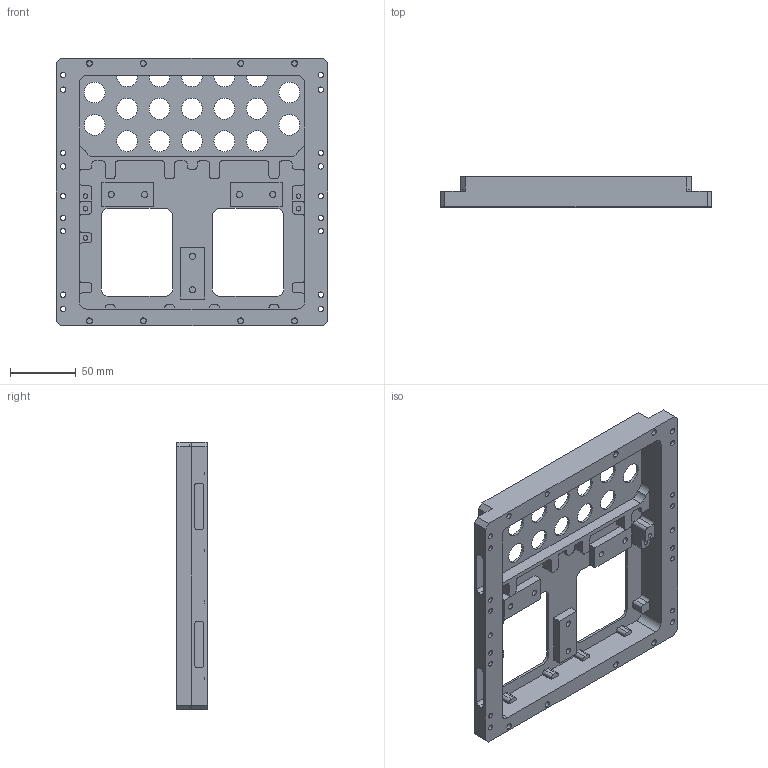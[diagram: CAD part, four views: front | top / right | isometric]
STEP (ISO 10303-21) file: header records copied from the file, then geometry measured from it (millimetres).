
FILE_DESCRIPTION(/* description */ (''),/* implementation_level */ '2;1');
FILE_NAME(/* name */ '2004968E-modified.step',/* time_stamp */ '2022-06-30T09:27:01-06:00',/* author */ (''),/* organization */ (''),/* preprocessor_version */ 'ST-DEVELOPER v19',/* originating_system */ 'Autodesk Translation Framework v11.7.0.108',/* authorisation */ '');
FILE_SCHEMA (('AUTOMOTIVE_DESIGN { 1 0 10303 214 3 1 1 }'));
Length unit declared in the file: inch
Products named in the file (1): (Unsaved)
Bounding box: 206.35 x 22.87 x 203.2 mm (x, y, z)
Volume: 197061.1 mm3; surface area: 122489.2 mm2
Topology: 1 solids, 1 shells, 451 faces, 1112 edges, 714 vertices
Faces by surface type: cylinder 219, plane 216, sphere 16
Full cylindrical faces by diameter (mm): 3.505 x5, 4.089 x16, 4.166 x10, 4.572 x34, 9.525 x8, 15.875 x19
Entity records: 13486 total; most frequent: DIRECTION 2438, CARTESIAN_POINT 2262, ORIENTED_EDGE 2192, EDGE_CURVE 1096, AXIS2_PLACEMENT_3D 890, VERTEX_POINT 714, LINE 658, VECTOR 658
